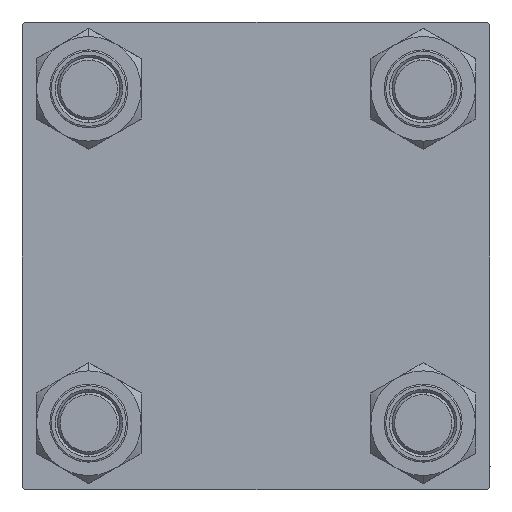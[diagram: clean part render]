
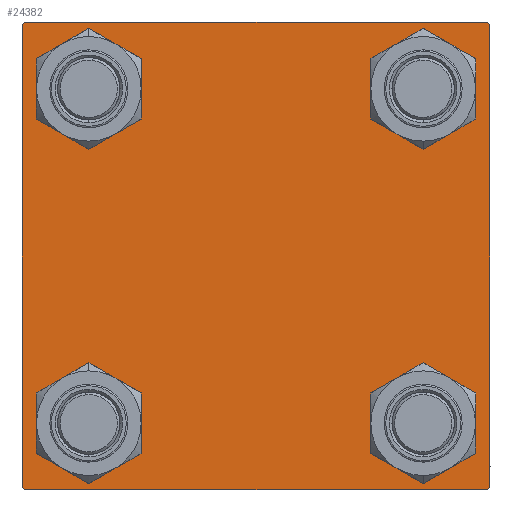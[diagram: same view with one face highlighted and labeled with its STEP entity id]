
A CAD part, left-side view. The second image highlights one B-rep face of the part: STEP entity #24382.
In plain terms, the highlighted planar face has unit normal (-1, 0, 0).
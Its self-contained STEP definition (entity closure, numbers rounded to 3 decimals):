
#451 = AXIS2_PLACEMENT_3D ( 'NONE', #5566, #33041, #16556 ) ;
#627 = DIRECTION ( 'NONE',  ( 0., -0.707, -0.707 ) ) ;
#824 = CIRCLE ( 'NONE', #43951, 6.5 ) ;
#1228 = CARTESIAN_POINT ( 'NONE',  ( 0., 32.15, -32.15 ) ) ;
#1376 = VERTEX_POINT ( 'NONE', #41114 ) ;
#1444 = CARTESIAN_POINT ( 'NONE',  ( 0., -32.15, -38.65 ) ) ;
#1447 = ORIENTED_EDGE ( 'NONE', *, *, #32860, .F. ) ;
#1480 = DIRECTION ( 'NONE',  ( 1., 0., 0. ) ) ;
#1729 = FACE_BOUND ( 'NONE', #29949, .T. ) ;
#1966 = FACE_OUTER_BOUND ( 'NONE', #6043, .T. ) ;
#2454 = EDGE_CURVE ( 'NONE', #6781, #11870, #47733, .T. ) ;
#2753 = CARTESIAN_POINT ( 'NONE',  ( 0., -44.5, -45. ) ) ;
#3078 = VECTOR ( 'NONE', #18645, 1000. ) ;
#3289 = VERTEX_POINT ( 'NONE', #10297 ) ;
#3682 = EDGE_LOOP ( 'NONE', ( #40665, #24463 ) ) ;
#3869 = LINE ( 'NONE', #19424, #44199 ) ;
#4436 = DIRECTION ( 'NONE',  ( 0., 0., 1. ) ) ;
#4504 = ORIENTED_EDGE ( 'NONE', *, *, #47159, .T. ) ;
#4559 = CARTESIAN_POINT ( 'NONE',  ( 0., -32.15, 38.65 ) ) ;
#4629 = VECTOR ( 'NONE', #24615, 1000. ) ;
#4952 = VECTOR ( 'NONE', #43824, 1000. ) ;
#5519 = CARTESIAN_POINT ( 'NONE',  ( 0., -32.15, -32.15 ) ) ;
#5525 = LINE ( 'NONE', #21569, #42197 ) ;
#5566 = CARTESIAN_POINT ( 'NONE',  ( 0., 0., 0. ) ) ;
#5873 = ORIENTED_EDGE ( 'NONE', *, *, #48891, .T. ) ;
#5931 = CARTESIAN_POINT ( 'NONE',  ( 0., 32.15, 32.15 ) ) ;
#6043 = EDGE_LOOP ( 'NONE', ( #25550, #22354, #5873, #12938, #1447, #30486, #30362, #19385 ) ) ;
#6257 = AXIS2_PLACEMENT_3D ( 'NONE', #39331, #35761, #4436 ) ;
#6414 = CARTESIAN_POINT ( 'NONE',  ( 0., 32.15, 25.65 ) ) ;
#6781 = VERTEX_POINT ( 'NONE', #1444 ) ;
#7581 = DIRECTION ( 'NONE',  ( 0., 0., 1. ) ) ;
#7928 = EDGE_CURVE ( 'NONE', #11005, #29403, #29180, .T. ) ;
#7981 = EDGE_LOOP ( 'NONE', ( #4504, #31389 ) ) ;
#8815 = DIRECTION ( 'NONE',  ( 0., 0., 1. ) ) ;
#8959 = VERTEX_POINT ( 'NONE', #50137 ) ;
#9370 = CIRCLE ( 'NONE', #21592, 6.5 ) ;
#9723 = AXIS2_PLACEMENT_3D ( 'NONE', #47531, #16486, #8815 ) ;
#9731 = DIRECTION ( 'NONE',  ( 0., 0., -1. ) ) ;
#10297 = CARTESIAN_POINT ( 'NONE',  ( 0., -45., 44.5 ) ) ;
#10361 = ORIENTED_EDGE ( 'NONE', *, *, #7928, .T. ) ;
#11005 = VERTEX_POINT ( 'NONE', #38155 ) ;
#11105 = EDGE_CURVE ( 'NONE', #11870, #6781, #48833, .T. ) ;
#11204 = DIRECTION ( 'NONE',  ( 0., 0., 1. ) ) ;
#11538 = DIRECTION ( 'NONE',  ( 1., 0., 0. ) ) ;
#11580 = EDGE_CURVE ( 'NONE', #27775, #42187, #824, .T. ) ;
#11768 = CARTESIAN_POINT ( 'NONE',  ( 0., 45., 44.5 ) ) ;
#11870 = VERTEX_POINT ( 'NONE', #16026 ) ;
#12499 = EDGE_CURVE ( 'NONE', #38502, #13178, #17629, .T. ) ;
#12604 = VERTEX_POINT ( 'NONE', #6414 ) ;
#12938 = ORIENTED_EDGE ( 'NONE', *, *, #15715, .T. ) ;
#13178 = VERTEX_POINT ( 'NONE', #42619 ) ;
#13588 = DIRECTION ( 'NONE',  ( 1., 0., 0. ) ) ;
#13779 = CARTESIAN_POINT ( 'NONE',  ( 0., 32.15, -25.65 ) ) ;
#13992 = DIRECTION ( 'NONE',  ( 0., 0., 1. ) ) ;
#14875 = ORIENTED_EDGE ( 'NONE', *, *, #37601, .T. ) ;
#15643 = DIRECTION ( 'NONE',  ( 0., 0., 1. ) ) ;
#15715 = EDGE_CURVE ( 'NONE', #20673, #1376, #3869, .T. ) ;
#15727 = CARTESIAN_POINT ( 'NONE',  ( 0., 44.5, 45. ) ) ;
#16026 = CARTESIAN_POINT ( 'NONE',  ( 0., -32.15, -25.65 ) ) ;
#16339 = CIRCLE ( 'NONE', #9723, 6.5 ) ;
#16486 = DIRECTION ( 'NONE',  ( 1., 0., 0. ) ) ;
#16556 = DIRECTION ( 'NONE',  ( 0., 0., 1. ) ) ;
#17629 = LINE ( 'NONE', #44865, #35835 ) ;
#17666 = AXIS2_PLACEMENT_3D ( 'NONE', #1228, #1480, #13992 ) ;
#17733 = CARTESIAN_POINT ( 'NONE',  ( 0., -44.75, 44.75 ) ) ;
#17885 = CARTESIAN_POINT ( 'NONE',  ( 0., 45., -45. ) ) ;
#18645 = DIRECTION ( 'NONE',  ( 0., -1., 0. ) ) ;
#19385 = ORIENTED_EDGE ( 'NONE', *, *, #42072, .T. ) ;
#19424 = CARTESIAN_POINT ( 'NONE',  ( 0., -44.75, -44.75 ) ) ;
#20506 = LINE ( 'NONE', #27872, #26506 ) ;
#20646 = EDGE_CURVE ( 'NONE', #29403, #11005, #9370, .T. ) ;
#20673 = VERTEX_POINT ( 'NONE', #2753 ) ;
#20814 = DIRECTION ( 'NONE',  ( 0., 0., -1. ) ) ;
#21178 = EDGE_CURVE ( 'NONE', #13178, #26458, #20506, .T. ) ;
#21569 = CARTESIAN_POINT ( 'NONE',  ( 0., -45., 45. ) ) ;
#21592 = AXIS2_PLACEMENT_3D ( 'NONE', #23123, #37889, #7581 ) ;
#22354 = ORIENTED_EDGE ( 'NONE', *, *, #21178, .T. ) ;
#22900 = VECTOR ( 'NONE', #37298, 1000. ) ;
#23123 = CARTESIAN_POINT ( 'NONE',  ( 0., -32.15, 32.15 ) ) ;
#24382 = ADVANCED_FACE ( 'NONE', ( #28730, #24425, #28978, #1729, #1966 ), #44270, .T. ) ;
#24425 = FACE_BOUND ( 'NONE', #3682, .T. ) ;
#24463 = ORIENTED_EDGE ( 'NONE', *, *, #2454, .T. ) ;
#24615 = DIRECTION ( 'NONE',  ( 0., 0.707, 0.707 ) ) ;
#25550 = ORIENTED_EDGE ( 'NONE', *, *, #12499, .T. ) ;
#26458 = VERTEX_POINT ( 'NONE', #36134 ) ;
#26506 = VECTOR ( 'NONE', #627, 1000. ) ;
#27775 = VERTEX_POINT ( 'NONE', #48786 ) ;
#27872 = CARTESIAN_POINT ( 'NONE',  ( 0., 44.75, -44.75 ) ) ;
#28383 = ORIENTED_EDGE ( 'NONE', *, *, #43195, .T. ) ;
#28455 = EDGE_CURVE ( 'NONE', #3289, #31987, #48792, .T. ) ;
#28688 = DIRECTION ( 'NONE',  ( 0., 0., 1. ) ) ;
#28730 = FACE_BOUND ( 'NONE', #41088, .T. ) ;
#28978 = FACE_BOUND ( 'NONE', #7981, .T. ) ;
#29180 = CIRCLE ( 'NONE', #49530, 6.5 ) ;
#29403 = VERTEX_POINT ( 'NONE', #4559 ) ;
#29556 = LINE ( 'NONE', #17885, #3078 ) ;
#29949 = EDGE_LOOP ( 'NONE', ( #28383, #14875 ) ) ;
#30362 = ORIENTED_EDGE ( 'NONE', *, *, #42829, .F. ) ;
#30486 = ORIENTED_EDGE ( 'NONE', *, *, #28455, .T. ) ;
#31389 = ORIENTED_EDGE ( 'NONE', *, *, #11580, .T. ) ;
#31987 = VERTEX_POINT ( 'NONE', #45007 ) ;
#32860 = EDGE_CURVE ( 'NONE', #3289, #1376, #5525, .T. ) ;
#33041 = DIRECTION ( 'NONE',  ( -1., 0., 0. ) ) ;
#34435 = DIRECTION ( 'NONE',  ( 0., -0.707, 0.707 ) ) ;
#35761 = DIRECTION ( 'NONE',  ( 1., 0., 0. ) ) ;
#35835 = VECTOR ( 'NONE', #9731, 1000. ) ;
#36134 = CARTESIAN_POINT ( 'NONE',  ( 0., 44.5, -45. ) ) ;
#36159 = CARTESIAN_POINT ( 'NONE',  ( 0., 44.75, 44.75 ) ) ;
#36709 = CIRCLE ( 'NONE', #39199, 6.5 ) ;
#37298 = DIRECTION ( 'NONE',  ( 0., -1., 0. ) ) ;
#37588 = DIRECTION ( 'NONE',  ( 1., 0., 0. ) ) ;
#37601 = EDGE_CURVE ( 'NONE', #12604, #8959, #16339, .T. ) ;
#37889 = DIRECTION ( 'NONE',  ( 1., 0., 0. ) ) ;
#38155 = CARTESIAN_POINT ( 'NONE',  ( 0., -32.15, 25.65 ) ) ;
#38502 = VERTEX_POINT ( 'NONE', #11768 ) ;
#38956 = CARTESIAN_POINT ( 'NONE',  ( 0., -32.15, 32.15 ) ) ;
#39199 = AXIS2_PLACEMENT_3D ( 'NONE', #5931, #13588, #11204 ) ;
#39315 = ORIENTED_EDGE ( 'NONE', *, *, #20646, .T. ) ;
#39331 = CARTESIAN_POINT ( 'NONE',  ( 0., -32.15, -32.15 ) ) ;
#39708 = DIRECTION ( 'NONE',  ( 0., 0., 1. ) ) ;
#39958 = DIRECTION ( 'NONE',  ( 1., 0., 0. ) ) ;
#40665 = ORIENTED_EDGE ( 'NONE', *, *, #11105, .T. ) ;
#40988 = LINE ( 'NONE', #36159, #4952 ) ;
#41088 = EDGE_LOOP ( 'NONE', ( #39315, #10361 ) ) ;
#41114 = CARTESIAN_POINT ( 'NONE',  ( 0., -45., -44.5 ) ) ;
#41117 = CARTESIAN_POINT ( 'NONE',  ( 0., 45., 45. ) ) ;
#41513 = AXIS2_PLACEMENT_3D ( 'NONE', #5519, #37588, #28688 ) ;
#41788 = VERTEX_POINT ( 'NONE', #15727 ) ;
#42072 = EDGE_CURVE ( 'NONE', #41788, #38502, #40988, .T. ) ;
#42187 = VERTEX_POINT ( 'NONE', #13779 ) ;
#42197 = VECTOR ( 'NONE', #20814, 1000. ) ;
#42619 = CARTESIAN_POINT ( 'NONE',  ( 0., 45., -44.5 ) ) ;
#42829 = EDGE_CURVE ( 'NONE', #41788, #31987, #47532, .T. ) ;
#43195 = EDGE_CURVE ( 'NONE', #8959, #12604, #36709, .T. ) ;
#43824 = DIRECTION ( 'NONE',  ( 0., 0.707, -0.707 ) ) ;
#43951 = AXIS2_PLACEMENT_3D ( 'NONE', #46930, #11538, #15643 ) ;
#44199 = VECTOR ( 'NONE', #34435, 1000. ) ;
#44270 = PLANE ( 'NONE',  #451 ) ;
#44865 = CARTESIAN_POINT ( 'NONE',  ( 0., 45., 45. ) ) ;
#45007 = CARTESIAN_POINT ( 'NONE',  ( 0., -44.5, 45. ) ) ;
#46930 = CARTESIAN_POINT ( 'NONE',  ( 0., 32.15, -32.15 ) ) ;
#47159 = EDGE_CURVE ( 'NONE', #42187, #27775, #47724, .T. ) ;
#47531 = CARTESIAN_POINT ( 'NONE',  ( 0., 32.15, 32.15 ) ) ;
#47532 = LINE ( 'NONE', #41117, #22900 ) ;
#47724 = CIRCLE ( 'NONE', #17666, 6.5 ) ;
#47733 = CIRCLE ( 'NONE', #6257, 6.5 ) ;
#48786 = CARTESIAN_POINT ( 'NONE',  ( 0., 32.15, -38.65 ) ) ;
#48792 = LINE ( 'NONE', #17733, #4629 ) ;
#48833 = CIRCLE ( 'NONE', #41513, 6.5 ) ;
#48891 = EDGE_CURVE ( 'NONE', #26458, #20673, #29556, .T. ) ;
#49530 = AXIS2_PLACEMENT_3D ( 'NONE', #38956, #39958, #39708 ) ;
#50137 = CARTESIAN_POINT ( 'NONE',  ( 0., 32.15, 38.65 ) ) ;
